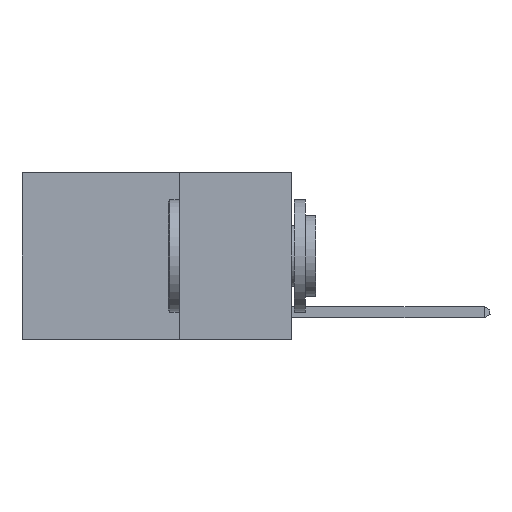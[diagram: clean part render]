
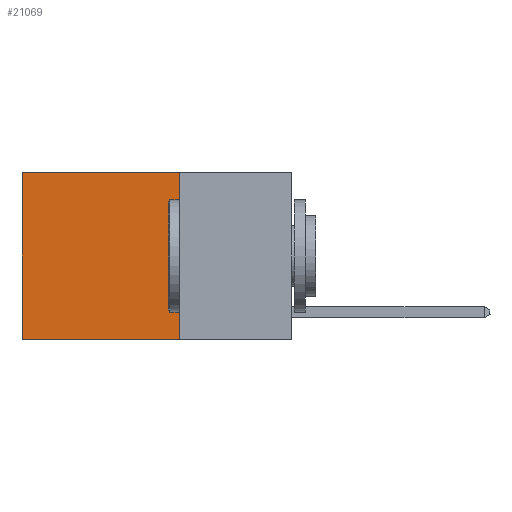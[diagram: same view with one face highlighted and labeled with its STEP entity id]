
A CAD part, left-side view. The second image highlights one B-rep face of the part: STEP entity #21069.
In plain terms, the highlighted planar face has unit normal (-1, 0, 0).
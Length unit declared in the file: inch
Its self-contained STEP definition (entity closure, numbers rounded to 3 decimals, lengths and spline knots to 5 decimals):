
#26 = VECTOR ( 'NONE', #21947, 39.37008 ) ;
#259 = CARTESIAN_POINT ( 'NONE',  ( 0.2625, 0.6, -0.37 ) ) ;
#1461 = EDGE_CURVE ( 'NONE', #6205, #3428, #13737, .T. ) ;
#2882 = CARTESIAN_POINT ( 'NONE',  ( 0.2625, 0.6, 0. ) ) ;
#2901 = ORIENTED_EDGE ( 'NONE', *, *, #21912, .F. ) ;
#3294 = PLANE ( 'NONE',  #13779 ) ;
#3428 = VERTEX_POINT ( 'NONE', #259 ) ;
#3949 = DIRECTION ( 'NONE',  ( 0., 1., 0. ) ) ;
#4133 = CARTESIAN_POINT ( 'NONE',  ( 0.2625, 0.25, 0. ) ) ;
#4974 = DIRECTION ( 'NONE',  ( 0., 0., -1. ) ) ;
#6205 = VERTEX_POINT ( 'NONE', #9138 ) ;
#8889 = VERTEX_POINT ( 'NONE', #16009 ) ;
#9138 = CARTESIAN_POINT ( 'NONE',  ( 0.2625, 0.6, 0. ) ) ;
#9470 = EDGE_CURVE ( 'NONE', #8889, #6205, #16067, .T. ) ;
#10470 = ORIENTED_EDGE ( 'NONE', *, *, #9470, .T. ) ;
#11000 = LINE ( 'NONE', #16436, #22175 ) ;
#11748 = VECTOR ( 'NONE', #15512, 39.37008 ) ;
#11924 = EDGE_CURVE ( 'NONE', #8889, #13077, #12720, .T. ) ;
#12144 = CARTESIAN_POINT ( 'NONE',  ( 0.2625, 0.25, 0. ) ) ;
#12720 = LINE ( 'NONE', #4133, #26 ) ;
#13077 = VERTEX_POINT ( 'NONE', #17712 ) ;
#13737 = LINE ( 'NONE', #2882, #11748 ) ;
#13779 = AXIS2_PLACEMENT_3D ( 'NONE', #12144, #17555, #4974 ) ;
#14652 = ORIENTED_EDGE ( 'NONE', *, *, #1461, .T. ) ;
#15512 = DIRECTION ( 'NONE',  ( 0., 0., -1. ) ) ;
#16009 = CARTESIAN_POINT ( 'NONE',  ( 0.2625, 0.25, 0. ) ) ;
#16067 = LINE ( 'NONE', #19504, #16117 ) ;
#16117 = VECTOR ( 'NONE', #21512, 39.37008 ) ;
#16436 = CARTESIAN_POINT ( 'NONE',  ( 0.2625, 0.25, -0.37 ) ) ;
#17555 = DIRECTION ( 'NONE',  ( 1., 0., 0. ) ) ;
#17712 = CARTESIAN_POINT ( 'NONE',  ( 0.2625, 0.25, -0.37 ) ) ;
#18936 = EDGE_LOOP ( 'NONE', ( #14652, #2901, #21766, #10470 ) ) ;
#19455 = FACE_OUTER_BOUND ( 'NONE', #18936, .T. ) ;
#19504 = CARTESIAN_POINT ( 'NONE',  ( 0.2625, 0.25, 0. ) ) ;
#21069 = ADVANCED_FACE ( 'NONE', ( #19455 ), #3294, .F. ) ;
#21512 = DIRECTION ( 'NONE',  ( 0., 1., 0. ) ) ;
#21766 = ORIENTED_EDGE ( 'NONE', *, *, #11924, .F. ) ;
#21912 = EDGE_CURVE ( 'NONE', #13077, #3428, #11000, .T. ) ;
#21947 = DIRECTION ( 'NONE',  ( 0., 0., -1. ) ) ;
#22175 = VECTOR ( 'NONE', #3949, 39.37008 ) ;
